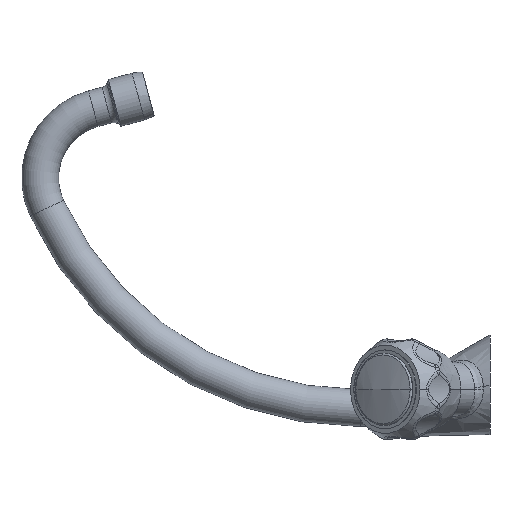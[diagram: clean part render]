
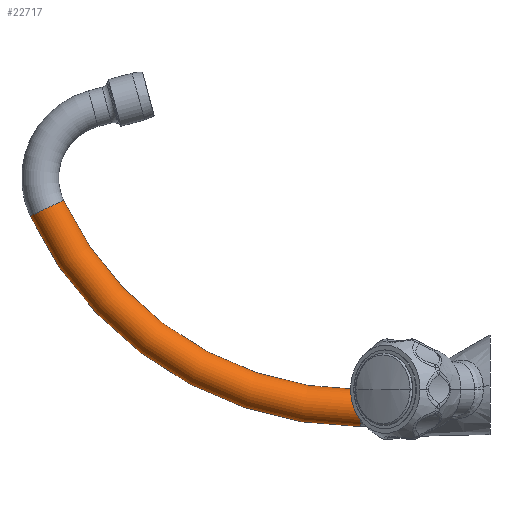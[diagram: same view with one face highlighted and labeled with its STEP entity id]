
A CAD part, left-side view. The second image highlights one B-rep face of the part: STEP entity #22717.
In plain terms, the highlighted toroidal (fillet/blend) face has major radius 168.937 mm and minor radius 9 mm.
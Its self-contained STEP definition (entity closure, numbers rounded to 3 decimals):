
#19111=CARTESIAN_POINT('',(0.,63.1,157.537));
#19112=DIRECTION('',(1.,0.,0.));
#19113=DIRECTION('',(0.,0.,-1.));
#19114=AXIS2_PLACEMENT_3D('',#19111,#19112,#19113);
#19116=CARTESIAN_POINT('',(0.,63.1,-11.4));
#19117=DIRECTION('',(0.,1.,0.));
#19118=DIRECTION('',(0.,0.,-1.));
#19119=AXIS2_PLACEMENT_3D('',#19116,#19117,#19118);
#19121=CARTESIAN_POINT('',(0.,63.1,157.537));
#19122=DIRECTION('',(1.,0.,0.));
#19123=DIRECTION('',(0.,0.,-1.));
#19124=AXIS2_PLACEMENT_3D('',#19121,#19122,#19123);
#19126=CARTESIAN_POINT('',(0.,216.229,86.184));
#19127=DIRECTION('',(0.,0.422,0.906));
#19128=DIRECTION('',(0.,0.906,-0.422));
#19129=AXIS2_PLACEMENT_3D('',#19126,#19127,#19128);
#20179=CARTESIAN_POINT('',(0.,63.1,-2.4));
#20180=CARTESIAN_POINT('',(0.,63.1,-20.4));
#20181=VERTEX_POINT('',#20179);
#20182=VERTEX_POINT('',#20180);
#20183=CARTESIAN_POINT('',(0.,208.071,89.986));
#20184=CARTESIAN_POINT('',(0.,224.387,82.383));
#20185=VERTEX_POINT('',#20183);
#20186=VERTEX_POINT('',#20184);
#22705=CARTESIAN_POINT('',(0.,63.1,157.537));
#22706=DIRECTION('',(1.,0.,0.));
#22707=DIRECTION('',(0.,0.,1.));
#22708=AXIS2_PLACEMENT_3D('',#22705,#22706,#22707);
#22709=TOROIDAL_SURFACE('',#22708,168.937,9.);
#22710=ORIENTED_EDGE('',*,*,#22609,.F.);
#22711=ORIENTED_EDGE('',*,*,#22693,.T.);
#22713=ORIENTED_EDGE('',*,*,#22712,.T.);
#22714=ORIENTED_EDGE('',*,*,#22689,.F.);
#22715=EDGE_LOOP('',(#22710,#22711,#22713,#22714));
#22716=FACE_OUTER_BOUND('',#22715,.F.);
#22717=ADVANCED_FACE('',(#22716),#22709,.T.);
#19115=CIRCLE('',#19114,159.937);
#19120=CIRCLE('',#19119,9.);
#19125=CIRCLE('',#19124,177.937);
#19130=CIRCLE('',#19129,9.);
#22609=EDGE_CURVE('',#20182,#20181,#19120,.T.);
#22689=EDGE_CURVE('',#20181,#20185,#19115,.T.);
#22693=EDGE_CURVE('',#20182,#20186,#19125,.T.);
#22712=EDGE_CURVE('',#20186,#20185,#19130,.T.);
